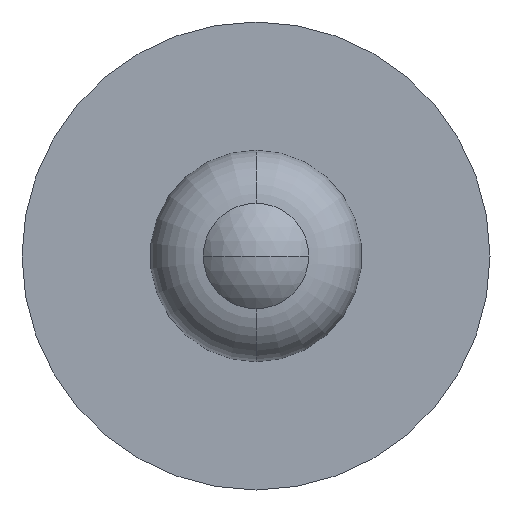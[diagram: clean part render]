
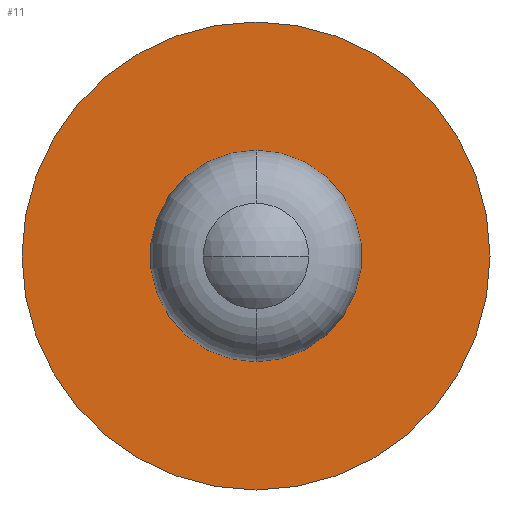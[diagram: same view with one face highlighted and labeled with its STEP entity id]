
A CAD part, front view. The second image highlights one B-rep face of the part: STEP entity #11.
In plain terms, the highlighted planar face has unit normal (0, -1, 0).
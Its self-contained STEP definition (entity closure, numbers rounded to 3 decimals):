
#5 = VERTEX_POINT ( 'NONE', #304 ) ;
#7 = EDGE_CURVE ( 'NONE', #5, #10, #24, .T. ) ;
#10 = VERTEX_POINT ( 'NONE', #293 ) ;
#11 = ADVANCED_FACE ( 'NONE', ( #226, #74 ), #273, .T. ) ;
#21 = DIRECTION ( 'NONE',  ( 0., 0., -1. ) ) ;
#23 = VERTEX_POINT ( 'NONE', #298 ) ;
#24 = CIRCLE ( 'NONE', #204, 8.065 ) ;
#26 = CARTESIAN_POINT ( 'NONE',  ( 0., 9.45, 0. ) ) ;
#27 = DIRECTION ( 'NONE',  ( 0., -1., 0. ) ) ;
#29 = CARTESIAN_POINT ( 'NONE',  ( 0., 9.45, 0. ) ) ;
#30 = DIRECTION ( 'NONE',  ( 0., 0., -1. ) ) ;
#34 = DIRECTION ( 'NONE',  ( 0., 0., -1. ) ) ;
#41 = ORIENTED_EDGE ( 'NONE', *, *, #7, .T. ) ;
#47 = CARTESIAN_POINT ( 'NONE',  ( 0., 9.45, 0. ) ) ;
#52 = DIRECTION ( 'NONE',  ( 0., -1., 0. ) ) ;
#74 = FACE_BOUND ( 'NONE', #141, .T. ) ;
#96 = DIRECTION ( 'NONE',  ( 0., -1., 0. ) ) ;
#113 = CARTESIAN_POINT ( 'NONE',  ( 0., 9.45, 0. ) ) ;
#114 = CIRCLE ( 'NONE', #159, 2.525 ) ;
#141 = EDGE_LOOP ( 'NONE', ( #249, #209 ) ) ;
#159 = AXIS2_PLACEMENT_3D ( 'NONE', #47, #52, #163 ) ;
#163 = DIRECTION ( 'NONE',  ( 0., 0., -1. ) ) ;
#174 = CIRCLE ( 'NONE', #326, 8.065 ) ;
#178 = DIRECTION ( 'NONE',  ( 0., -1., 0. ) ) ;
#181 = DIRECTION ( 'NONE',  ( 0., 0., -1. ) ) ;
#182 = ORIENTED_EDGE ( 'NONE', *, *, #353, .T. ) ;
#195 = VERTEX_POINT ( 'NONE', #294 ) ;
#203 = DIRECTION ( 'NONE',  ( 0., -1., 0. ) ) ;
#204 = AXIS2_PLACEMENT_3D ( 'NONE', #29, #178, #181 ) ;
#205 = EDGE_LOOP ( 'NONE', ( #182, #41 ) ) ;
#209 = ORIENTED_EDGE ( 'NONE', *, *, #272, .F. ) ;
#221 = AXIS2_PLACEMENT_3D ( 'NONE', #245, #203, #30 ) ;
#226 = FACE_OUTER_BOUND ( 'NONE', #205, .T. ) ;
#245 = CARTESIAN_POINT ( 'NONE',  ( 2.525, 9.45, 0. ) ) ;
#249 = ORIENTED_EDGE ( 'NONE', *, *, #347, .F. ) ;
#272 = EDGE_CURVE ( 'NONE', #195, #23, #114, .T. ) ;
#273 = PLANE ( 'NONE',  #221 ) ;
#291 = CIRCLE ( 'NONE', #358, 2.525 ) ;
#293 = CARTESIAN_POINT ( 'NONE',  ( 0., 9.45, -8.065 ) ) ;
#294 = CARTESIAN_POINT ( 'NONE',  ( 0., 9.45, 2.525 ) ) ;
#298 = CARTESIAN_POINT ( 'NONE',  ( 0., 9.45, -2.525 ) ) ;
#304 = CARTESIAN_POINT ( 'NONE',  ( 0., 9.45, 8.065 ) ) ;
#326 = AXIS2_PLACEMENT_3D ( 'NONE', #26, #27, #34 ) ;
#347 = EDGE_CURVE ( 'NONE', #23, #195, #291, .T. ) ;
#353 = EDGE_CURVE ( 'NONE', #10, #5, #174, .T. ) ;
#358 = AXIS2_PLACEMENT_3D ( 'NONE', #113, #96, #21 ) ;
